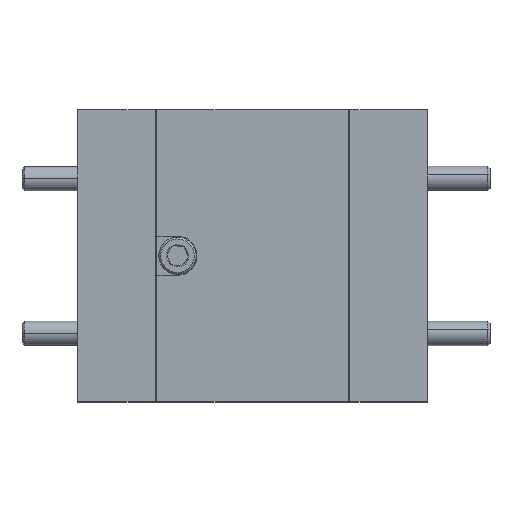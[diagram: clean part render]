
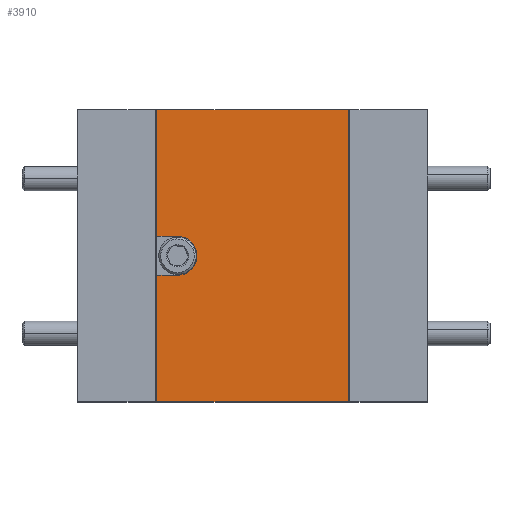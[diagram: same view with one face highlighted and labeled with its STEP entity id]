
A CAD part, top view. The second image highlights one B-rep face of the part: STEP entity #3910.
In plain terms, the highlighted planar face has unit normal (0, 0, 1).
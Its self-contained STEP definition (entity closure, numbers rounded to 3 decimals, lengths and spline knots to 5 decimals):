
#52 = VECTOR ( 'NONE', #46419, 39.37008 ) ;
#1737 = ORIENTED_EDGE ( 'NONE', *, *, #39452, .F. ) ;
#1827 = ORIENTED_EDGE ( 'NONE', *, *, #43404, .T. ) ;
#2623 = AXIS2_PLACEMENT_3D ( 'NONE', #27221, #59881, #17646 ) ;
#3002 = DIRECTION ( 'NONE',  ( 0., 0., 1. ) ) ;
#3910 = ADVANCED_FACE ( 'NONE', ( #25639 ), #4233, .F. ) ;
#4233 = PLANE ( 'NONE',  #2623 ) ;
#5197 = CARTESIAN_POINT ( 'NONE',  ( 0.04337, 0.7253, 0.84172 ) ) ;
#6231 = VERTEX_POINT ( 'NONE', #57930 ) ;
#6360 = LINE ( 'NONE', #44514, #49265 ) ;
#6913 = CIRCLE ( 'NONE', #37045, 0.05 ) ;
#7313 = ORIENTED_EDGE ( 'NONE', *, *, #33712, .F. ) ;
#7395 = DIRECTION ( 'NONE',  ( -1., 0., 0. ) ) ;
#7895 = CARTESIAN_POINT ( 'NONE',  ( 0.09637, 0.3503, 0.84172 ) ) ;
#8429 = LINE ( 'NONE', #34243, #11370 ) ;
#9056 = CARTESIAN_POINT ( 'NONE',  ( 0.09637, 0.4003, 0.84172 ) ) ;
#9215 = DIRECTION ( 'NONE',  ( -1., 0., 0. ) ) ;
#11370 = VECTOR ( 'NONE', #29783, 39.37008 ) ;
#11479 = CARTESIAN_POINT ( 'NONE',  ( 0.09637, 0.4003, 0.84172 ) ) ;
#12586 = ORIENTED_EDGE ( 'NONE', *, *, #27842, .T. ) ;
#14811 = EDGE_CURVE ( 'NONE', #6231, #14973, #6913, .T. ) ;
#14973 = VERTEX_POINT ( 'NONE', #9056 ) ;
#15877 = VERTEX_POINT ( 'NONE', #40047 ) ;
#16778 = EDGE_CURVE ( 'NONE', #14973, #58304, #40846, .T. ) ;
#17646 = DIRECTION ( 'NONE',  ( 1., 0., 0. ) ) ;
#20502 = VECTOR ( 'NONE', #9215, 39.37008 ) ;
#21232 = VERTEX_POINT ( 'NONE', #31149 ) ;
#22339 = VECTOR ( 'NONE', #30709, 39.37008 ) ;
#25639 = FACE_OUTER_BOUND ( 'NONE', #44303, .T. ) ;
#25736 = CARTESIAN_POINT ( 'NONE',  ( 0.53537, 0.7253, 0.84172 ) ) ;
#25790 = ORIENTED_EDGE ( 'NONE', *, *, #51244, .F. ) ;
#27221 = CARTESIAN_POINT ( 'NONE',  ( 0.53537, 0.7253, 0.84172 ) ) ;
#27353 = CARTESIAN_POINT ( 'NONE',  ( 0.04337, 0.7253, 0.84172 ) ) ;
#27602 = CARTESIAN_POINT ( 'NONE',  ( 0.04337, 0.4003, 0.84172 ) ) ;
#27842 = EDGE_CURVE ( 'NONE', #55874, #58304, #54492, .T. ) ;
#29783 = DIRECTION ( 'NONE',  ( 1., 0., 0. ) ) ;
#30709 = DIRECTION ( 'NONE',  ( 0., -1., 0. ) ) ;
#31149 = CARTESIAN_POINT ( 'NONE',  ( 0.04337, -0.0247, 0.84172 ) ) ;
#33594 = DIRECTION ( 'NONE',  ( 0., -1., 0. ) ) ;
#33712 = EDGE_CURVE ( 'NONE', #15877, #21232, #59006, .T. ) ;
#34243 = CARTESIAN_POINT ( 'NONE',  ( 0.09637, 0.3003, 0.84172 ) ) ;
#34657 = ORIENTED_EDGE ( 'NONE', *, *, #44277, .T. ) ;
#34691 = LINE ( 'NONE', #54024, #22339 ) ;
#35525 = DIRECTION ( 'NONE',  ( -1., 0., 0. ) ) ;
#37045 = AXIS2_PLACEMENT_3D ( 'NONE', #7895, #3002, #35525 ) ;
#39452 = EDGE_CURVE ( 'NONE', #42042, #15877, #44343, .T. ) ;
#40047 = CARTESIAN_POINT ( 'NONE',  ( 0.53537, -0.0247, 0.84172 ) ) ;
#40846 = LINE ( 'NONE', #11479, #52468 ) ;
#41946 = CARTESIAN_POINT ( 'NONE',  ( 0.04337, 0.3003, 0.84172 ) ) ;
#42042 = VERTEX_POINT ( 'NONE', #25736 ) ;
#43404 = EDGE_CURVE ( 'NONE', #42042, #55874, #6360, .T. ) ;
#44277 = EDGE_CURVE ( 'NONE', #50553, #21232, #34691, .T. ) ;
#44303 = EDGE_LOOP ( 'NONE', ( #12586, #57297, #51802, #25790, #34657, #7313, #1737, #1827 ) ) ;
#44343 = LINE ( 'NONE', #53046, #45823 ) ;
#44514 = CARTESIAN_POINT ( 'NONE',  ( 0.53537, 0.7253, 0.84172 ) ) ;
#45823 = VECTOR ( 'NONE', #33594, 39.37008 ) ;
#46386 = CARTESIAN_POINT ( 'NONE',  ( 0.53537, -0.0247, 0.84172 ) ) ;
#46419 = DIRECTION ( 'NONE',  ( 0., -1., 0. ) ) ;
#49265 = VECTOR ( 'NONE', #7395, 39.37008 ) ;
#50553 = VERTEX_POINT ( 'NONE', #41946 ) ;
#51244 = EDGE_CURVE ( 'NONE', #50553, #6231, #8429, .T. ) ;
#51802 = ORIENTED_EDGE ( 'NONE', *, *, #14811, .F. ) ;
#52468 = VECTOR ( 'NONE', #57793, 39.37008 ) ;
#53046 = CARTESIAN_POINT ( 'NONE',  ( 0.53537, 0.7253, 0.84172 ) ) ;
#54024 = CARTESIAN_POINT ( 'NONE',  ( 0.04337, 0.7253, 0.84172 ) ) ;
#54492 = LINE ( 'NONE', #5197, #52 ) ;
#55874 = VERTEX_POINT ( 'NONE', #27353 ) ;
#57297 = ORIENTED_EDGE ( 'NONE', *, *, #16778, .F. ) ;
#57793 = DIRECTION ( 'NONE',  ( -1., 0., 0. ) ) ;
#57930 = CARTESIAN_POINT ( 'NONE',  ( 0.09637, 0.3003, 0.84172 ) ) ;
#58304 = VERTEX_POINT ( 'NONE', #27602 ) ;
#59006 = LINE ( 'NONE', #46386, #20502 ) ;
#59881 = DIRECTION ( 'NONE',  ( 0., 0., -1. ) ) ;
